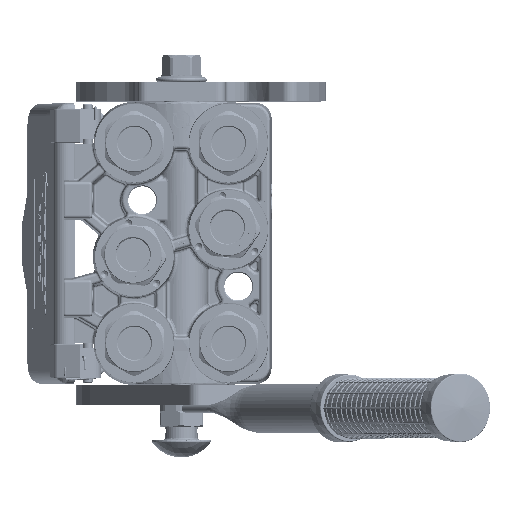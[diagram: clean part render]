
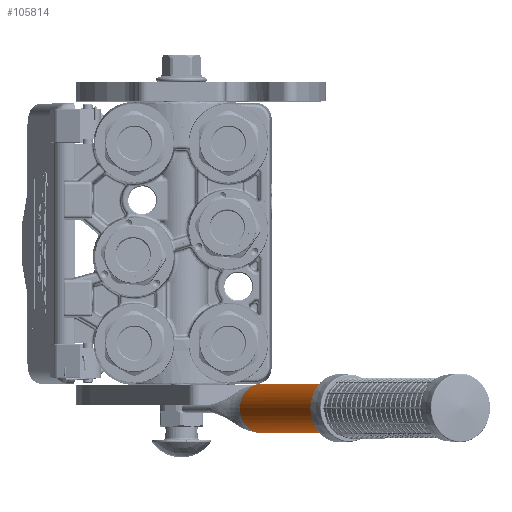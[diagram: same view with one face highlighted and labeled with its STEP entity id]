
A CAD part, top view. The second image highlights one B-rep face of the part: STEP entity #105814.
In plain terms, the highlighted cylindrical face has radius 12.5 mm (diameter 25 mm), a partial arc.
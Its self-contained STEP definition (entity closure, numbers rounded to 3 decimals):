
#12529 = CARTESIAN_POINT ( 'NONE',  ( -12.478, 0.167, 0.748 ) ) ;
#13388 = CARTESIAN_POINT ( 'NONE',  ( 12.5, 0.24, 0. ) ) ;
#14102 = ORIENTED_EDGE ( 'NONE', *, *, #177314, .F. ) ;
#14212 = B_SPLINE_CURVE_WITH_KNOTS ( 'NONE', 3,
 ( #106774, #145077, #207633, #85028, #105057, #25721, #165090, #65864, #85881, #225088, #165942, #12529, #231071, #171940, #89292, #110180 ),
 .UNSPECIFIED., .F., .F.,
 ( 4, 2, 1, 2, 2, 1, 2, 2, 4 ),
 ( 0., 0.25, 0.312, 0.328, 0.344, 0.375, 0.437, 0.5, 1. ),
 .UNSPECIFIED. ) ;
#15844 = CARTESIAN_POINT ( 'NONE',  ( 12.499, 0.235, 0.221 ) ) ;
#16622 = DIRECTION ( 'NONE',  ( 0., 1., 0. ) ) ;
#18325 = VERTEX_POINT ( 'NONE', #217915 ) ;
#20287 = LINE ( 'NONE', #215971, #141767 ) ;
#21523 = AXIS2_PLACEMENT_3D ( 'NONE', #218805, #99635, #42003 ) ;
#25721 = CARTESIAN_POINT ( 'NONE',  ( -12.466, 0.127, 0.927 ) ) ;
#26008 = DIRECTION ( 'NONE',  ( -1., 0., 0. ) ) ;
#30215 = LINE ( 'NONE', #92909, #235803 ) ;
#38334 = CARTESIAN_POINT ( 'NONE',  ( 0., 0., 0. ) ) ;
#41401 = CIRCLE ( 'NONE', #225160, 12.5 ) ;
#42003 = DIRECTION ( 'NONE',  ( -0.994, 0., 0.109 ) ) ;
#42691 = DIRECTION ( 'NONE',  ( 0., -1., 0. ) ) ;
#52539 = CARTESIAN_POINT ( 'NONE',  ( 12.482, 0.182, 0.665 ) ) ;
#55114 = CARTESIAN_POINT ( 'NONE',  ( 12.494, 0.22, 0.394 ) ) ;
#55868 = DIRECTION ( 'NONE',  ( 0., 1., 0. ) ) ;
#63507 = ORIENTED_EDGE ( 'NONE', *, *, #100312, .F. ) ;
#65864 = CARTESIAN_POINT ( 'NONE',  ( -12.467, 0.131, 0.91 ) ) ;
#66123 = DIRECTION ( 'NONE',  ( 0., 1., 0. ) ) ;
#70506 = AXIS2_PLACEMENT_3D ( 'NONE', #38334, #55868, #197639 ) ;
#73471 = B_SPLINE_CURVE_WITH_KNOTS ( 'NONE', 3,
 ( #76001, #156052, #15844, #55114, #253466, #152629, #172645, #134382, #52539, #251741, #192640, #175254, #155199, #214370, #132631 ),
 .UNSPECIFIED., .F., .F.,
 ( 4, 2, 2, 1, 1, 1, 2, 2, 4 ),
 ( 0., 0.25, 0.375, 0.437, 0.469, 0.484, 0.492, 0.5, 1. ),
 .UNSPECIFIED. ) ;
#73732 = EDGE_CURVE ( 'NONE', #154601, #251597, #73471, .T. ) ;
#76001 = CARTESIAN_POINT ( 'NONE',  ( 12.5, 0.24, 0. ) ) ;
#85028 = CARTESIAN_POINT ( 'NONE',  ( -12.461, 0.114, 0.981 ) ) ;
#85881 = CARTESIAN_POINT ( 'NONE',  ( -12.468, 0.136, 0.889 ) ) ;
#89292 = CARTESIAN_POINT ( 'NONE',  ( -12.5, 0.24, 0.216 ) ) ;
#90312 = DIRECTION ( 'NONE',  ( 0., 1., 0. ) ) ;
#92909 = CARTESIAN_POINT ( 'NONE',  ( -12.5, 0.24, 0. ) ) ;
#96043 = EDGE_CURVE ( 'NONE', #18325, #179833, #201991, .T. ) ;
#96084 = CARTESIAN_POINT ( 'NONE',  ( 12.426, 0., 1.36 ) ) ;
#99635 = DIRECTION ( 'NONE',  ( 0., 1., 0. ) ) ;
#100312 = EDGE_CURVE ( 'NONE', #210702, #126789, #41401, .T. ) ;
#102852 = CARTESIAN_POINT ( 'NONE',  ( 0., 0., 0. ) ) ;
#105057 = CARTESIAN_POINT ( 'NONE',  ( -12.464, 0.121, 0.953 ) ) ;
#105814 = ADVANCED_FACE ( 'NONE', ( #137087 ), #118328, .T. ) ;
#106774 = CARTESIAN_POINT ( 'NONE',  ( -12.426, 0., 1.36 ) ) ;
#110180 = CARTESIAN_POINT ( 'NONE',  ( -12.5, 0.24, 0. ) ) ;
#110807 = AXIS2_PLACEMENT_3D ( 'NONE', #102852, #42691, #201112 ) ;
#118328 = CYLINDRICAL_SURFACE ( 'NONE', #110807, 12.5 ) ;
#119724 = ORIENTED_EDGE ( 'NONE', *, *, #164954, .T. ) ;
#123220 = CARTESIAN_POINT ( 'NONE',  ( -12.5, 198., 0. ) ) ;
#126789 = VERTEX_POINT ( 'NONE', #208037 ) ;
#132631 = CARTESIAN_POINT ( 'NONE',  ( 12.426, 0., 1.36 ) ) ;
#134382 = CARTESIAN_POINT ( 'NONE',  ( 12.484, 0.186, 0.638 ) ) ;
#137087 = FACE_OUTER_BOUND ( 'NONE', #137163, .T. ) ;
#137163 = EDGE_LOOP ( 'NONE', ( #209478, #63507, #143233, #14102, #233519, #119724, #210647 ) ) ;
#138367 = CARTESIAN_POINT ( 'NONE',  ( -12.5, 0.24, 0. ) ) ;
#141767 = VECTOR ( 'NONE', #16622, 1000. ) ;
#143233 = ORIENTED_EDGE ( 'NONE', *, *, #147898, .F. ) ;
#145077 = CARTESIAN_POINT ( 'NONE',  ( -12.441, 0.049, 1.219 ) ) ;
#147898 = EDGE_CURVE ( 'NONE', #247405, #210702, #30215, .T. ) ;
#152629 = CARTESIAN_POINT ( 'NONE',  ( 12.488, 0.202, 0.541 ) ) ;
#154601 = VERTEX_POINT ( 'NONE', #13388 ) ;
#155199 = CARTESIAN_POINT ( 'NONE',  ( 12.472, 0.146, 0.859 ) ) ;
#156052 = CARTESIAN_POINT ( 'NONE',  ( 12.5, 0.24, 0.108 ) ) ;
#164954 = EDGE_CURVE ( 'NONE', #179833, #251597, #173695, .T. ) ;
#165090 = CARTESIAN_POINT ( 'NONE',  ( -12.466, 0.13, 0.917 ) ) ;
#165942 = CARTESIAN_POINT ( 'NONE',  ( -12.474, 0.155, 0.804 ) ) ;
#169409 = EDGE_CURVE ( 'NONE', #154601, #126789, #20287, .T. ) ;
#171940 = CARTESIAN_POINT ( 'NONE',  ( -12.494, 0.221, 0.449 ) ) ;
#172645 = CARTESIAN_POINT ( 'NONE',  ( 12.486, 0.195, 0.586 ) ) ;
#173695 = CIRCLE ( 'NONE', #70506, 12.5 ) ;
#175254 = CARTESIAN_POINT ( 'NONE',  ( 12.481, 0.178, 0.688 ) ) ;
#177314 = EDGE_CURVE ( 'NONE', #18325, #247405, #14212, .T. ) ;
#179833 = VERTEX_POINT ( 'NONE', #215942 ) ;
#192640 = CARTESIAN_POINT ( 'NONE',  ( 12.481, 0.178, 0.683 ) ) ;
#197639 = DIRECTION ( 'NONE',  ( -0.994, 0., 0.109 ) ) ;
#201112 = DIRECTION ( 'NONE',  ( 1., 0., 0. ) ) ;
#201991 = CIRCLE ( 'NONE', #21523, 12.5 ) ;
#203616 = CARTESIAN_POINT ( 'NONE',  ( 0., 198., 0. ) ) ;
#207633 = CARTESIAN_POINT ( 'NONE',  ( -12.452, 0.083, 1.1 ) ) ;
#208037 = CARTESIAN_POINT ( 'NONE',  ( 12.5, 198., 0. ) ) ;
#209478 = ORIENTED_EDGE ( 'NONE', *, *, #169409, .T. ) ;
#210647 = ORIENTED_EDGE ( 'NONE', *, *, #73732, .F. ) ;
#210702 = VERTEX_POINT ( 'NONE', #123220 ) ;
#214370 = CARTESIAN_POINT ( 'NONE',  ( 12.456, 0.096, 1.087 ) ) ;
#215942 = CARTESIAN_POINT ( 'NONE',  ( 0., 0., 12.5 ) ) ;
#215971 = CARTESIAN_POINT ( 'NONE',  ( 12.5, 0.24, 0. ) ) ;
#217915 = CARTESIAN_POINT ( 'NONE',  ( -12.426, 0., 1.36 ) ) ;
#218805 = CARTESIAN_POINT ( 'NONE',  ( 0., 0., 0. ) ) ;
#225088 = CARTESIAN_POINT ( 'NONE',  ( -12.471, 0.146, 0.847 ) ) ;
#225160 = AXIS2_PLACEMENT_3D ( 'NONE', #203616, #66123, #26008 ) ;
#231071 = CARTESIAN_POINT ( 'NONE',  ( -12.479, 0.172, 0.721 ) ) ;
#233519 = ORIENTED_EDGE ( 'NONE', *, *, #96043, .T. ) ;
#235803 = VECTOR ( 'NONE', #90312, 1000. ) ;
#247405 = VERTEX_POINT ( 'NONE', #138367 ) ;
#251597 = VERTEX_POINT ( 'NONE', #96084 ) ;
#251741 = CARTESIAN_POINT ( 'NONE',  ( 12.482, 0.18, 0.676 ) ) ;
#253466 = CARTESIAN_POINT ( 'NONE',  ( 12.492, 0.214, 0.452 ) ) ;
